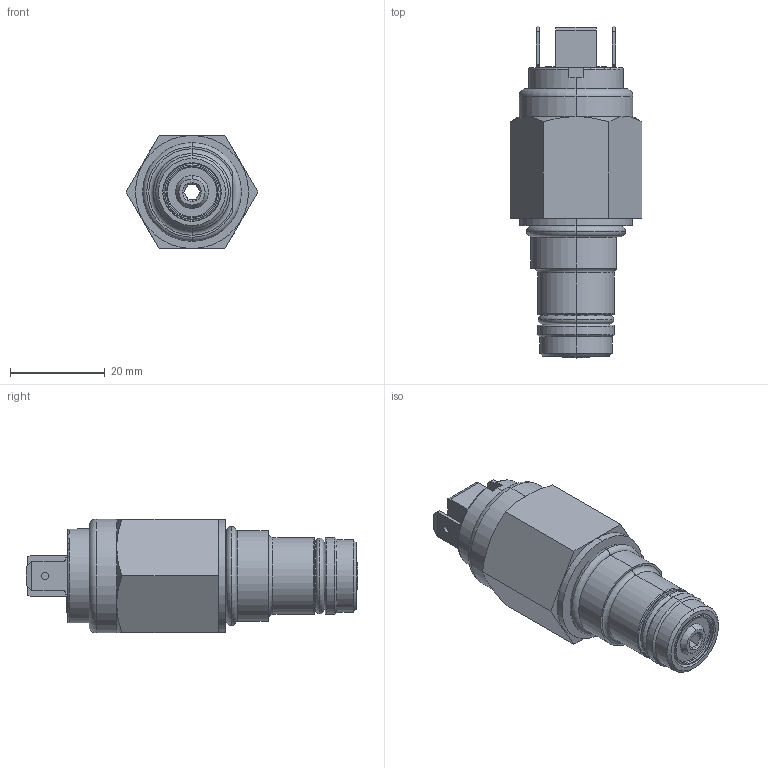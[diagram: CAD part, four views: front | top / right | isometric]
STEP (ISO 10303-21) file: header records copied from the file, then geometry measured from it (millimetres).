
FILE_DESCRIPTION (( 'STEP AP214' ), '1' );
FILE_NAME ('80.STEP', '2020-02-10T08:14:29', ( '' ), ( '' ), 'SwSTEP 2.0', 'SolidWorks 2019', '' );
FILE_SCHEMA (( 'AUTOMOTIVE_DESIGN' ));
Length unit declared in the file: millimetre
Products named in the file (1): 80
Bounding box: 27.71 x 69.9 x 24 mm (x, y, z)
Surface area: 7086 mm2 (no closed solid volume)
Topology: 0 solids, 9 shells, 251 faces, 904 edges, 641 vertices
Faces by surface type: plane 148, cylinder 43, torus 28, cone 22, bspline 10
Entity records: 14026 total; most frequent: CARTESIAN_POINT 3749, DIRECTION 1494, ORIENTED_EDGE 1440, EDGE_CURVE 904, VERTEX_POINT 641, LINE 558, VECTOR 558, AXIS2_PLACEMENT_3D 468
